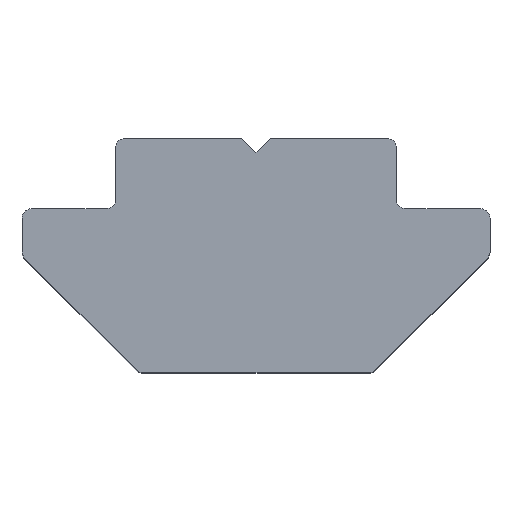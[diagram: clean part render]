
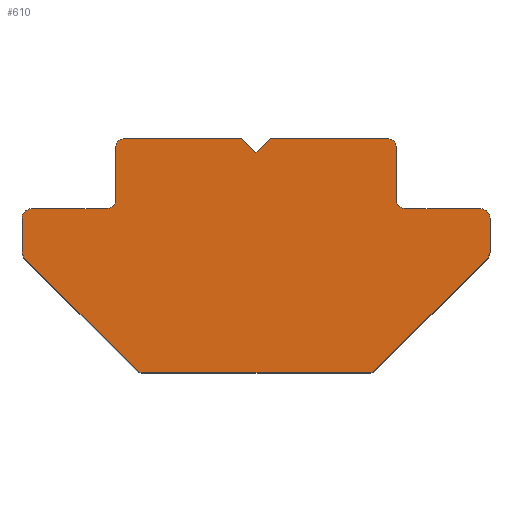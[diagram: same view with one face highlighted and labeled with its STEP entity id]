
A CAD part, top view. The second image highlights one B-rep face of the part: STEP entity #610.
In plain terms, the highlighted planar face has unit normal (0, 0, 1).
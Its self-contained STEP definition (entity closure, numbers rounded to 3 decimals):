
#33=PLANE('',#682);
#75=FACE_OUTER_BOUND('',#107,.T.);
#107=EDGE_LOOP('',(#534,#535,#536,#537,#538,#539,#540,#541,#542,#543,#544,
#545,#546,#547,#548,#549,#550,#551,#552,#553,#554,#555,#556));
#115=LINE('',#936,#171);
#117=LINE('',#940,#173);
#119=LINE('',#944,#175);
#121=LINE('',#948,#177);
#124=LINE('',#956,#180);
#128=LINE('',#968,#184);
#139=LINE('',#993,#195);
#143=LINE('',#1005,#199);
#147=LINE('',#1017,#203);
#151=LINE('',#1029,#207);
#155=LINE('',#1041,#211);
#159=LINE('',#1053,#215);
#163=LINE('',#1065,#219);
#171=VECTOR('',#718,10.);
#173=VECTOR('',#722,10.);
#175=VECTOR('',#726,10.);
#177=VECTOR('',#730,10.);
#180=VECTOR('',#735,10.);
#184=VECTOR('',#747,10.);
#195=VECTOR('',#774,10.);
#199=VECTOR('',#786,10.);
#203=VECTOR('',#798,10.);
#207=VECTOR('',#810,10.);
#211=VECTOR('',#822,10.);
#215=VECTOR('',#834,10.);
#219=VECTOR('',#846,10.);
#232=CIRCLE('',#636,0.2);
#235=CIRCLE('',#645,0.2);
#237=CIRCLE('',#649,0.2);
#239=CIRCLE('',#657,0.2);
#241=CIRCLE('',#661,0.2);
#243=CIRCLE('',#665,0.2);
#245=CIRCLE('',#669,0.2);
#247=CIRCLE('',#673,0.2);
#249=CIRCLE('',#677,0.2);
#251=CIRCLE('',#681,0.2);
#267=VERTEX_POINT('',#924);
#268=VERTEX_POINT('',#926);
#271=VERTEX_POINT('',#934);
#272=VERTEX_POINT('',#938);
#273=VERTEX_POINT('',#942);
#274=VERTEX_POINT('',#946);
#277=VERTEX_POINT('',#953);
#278=VERTEX_POINT('',#955);
#280=VERTEX_POINT('',#961);
#282=VERTEX_POINT('',#967);
#288=VERTEX_POINT('',#992);
#290=VERTEX_POINT('',#998);
#292=VERTEX_POINT('',#1004);
#294=VERTEX_POINT('',#1010);
#296=VERTEX_POINT('',#1016);
#298=VERTEX_POINT('',#1022);
#300=VERTEX_POINT('',#1028);
#302=VERTEX_POINT('',#1034);
#304=VERTEX_POINT('',#1040);
#306=VERTEX_POINT('',#1046);
#308=VERTEX_POINT('',#1052);
#310=VERTEX_POINT('',#1058);
#312=VERTEX_POINT('',#1064);
#329=EDGE_CURVE('',#268,#267,#232,.T.);
#334=EDGE_CURVE('',#267,#271,#115,.T.);
#336=EDGE_CURVE('',#271,#272,#117,.T.);
#338=EDGE_CURVE('',#272,#273,#119,.T.);
#340=EDGE_CURVE('',#273,#274,#121,.T.);
#343=EDGE_CURVE('',#278,#277,#124,.T.);
#346=EDGE_CURVE('',#280,#278,#235,.T.);
#349=EDGE_CURVE('',#282,#280,#128,.T.);
#353=EDGE_CURVE('',#274,#282,#237,.T.);
#362=EDGE_CURVE('',#288,#268,#139,.T.);
#365=EDGE_CURVE('',#290,#288,#239,.T.);
#368=EDGE_CURVE('',#292,#290,#143,.T.);
#371=EDGE_CURVE('',#294,#292,#241,.T.);
#374=EDGE_CURVE('',#296,#294,#147,.T.);
#377=EDGE_CURVE('',#298,#296,#243,.T.);
#380=EDGE_CURVE('',#300,#298,#151,.T.);
#383=EDGE_CURVE('',#302,#300,#245,.T.);
#386=EDGE_CURVE('',#304,#302,#155,.T.);
#389=EDGE_CURVE('',#306,#304,#247,.T.);
#392=EDGE_CURVE('',#308,#306,#159,.T.);
#395=EDGE_CURVE('',#310,#308,#249,.T.);
#398=EDGE_CURVE('',#312,#310,#163,.T.);
#401=EDGE_CURVE('',#277,#312,#251,.T.);
#534=ORIENTED_EDGE('',*,*,#401,.T.);
#535=ORIENTED_EDGE('',*,*,#398,.T.);
#536=ORIENTED_EDGE('',*,*,#395,.T.);
#537=ORIENTED_EDGE('',*,*,#392,.T.);
#538=ORIENTED_EDGE('',*,*,#389,.T.);
#539=ORIENTED_EDGE('',*,*,#386,.T.);
#540=ORIENTED_EDGE('',*,*,#383,.T.);
#541=ORIENTED_EDGE('',*,*,#380,.T.);
#542=ORIENTED_EDGE('',*,*,#377,.T.);
#543=ORIENTED_EDGE('',*,*,#374,.T.);
#544=ORIENTED_EDGE('',*,*,#371,.T.);
#545=ORIENTED_EDGE('',*,*,#368,.T.);
#546=ORIENTED_EDGE('',*,*,#365,.T.);
#547=ORIENTED_EDGE('',*,*,#362,.T.);
#548=ORIENTED_EDGE('',*,*,#329,.T.);
#549=ORIENTED_EDGE('',*,*,#334,.T.);
#550=ORIENTED_EDGE('',*,*,#336,.T.);
#551=ORIENTED_EDGE('',*,*,#338,.T.);
#552=ORIENTED_EDGE('',*,*,#340,.T.);
#553=ORIENTED_EDGE('',*,*,#353,.T.);
#554=ORIENTED_EDGE('',*,*,#349,.T.);
#555=ORIENTED_EDGE('',*,*,#346,.T.);
#556=ORIENTED_EDGE('',*,*,#343,.T.);
#610=ADVANCED_FACE('',(#75),#33,.T.);
#636=AXIS2_PLACEMENT_3D('',#927,#709,#710);
#645=AXIS2_PLACEMENT_3D('',#962,#741,#742);
#649=AXIS2_PLACEMENT_3D('',#974,#754,#755);
#657=AXIS2_PLACEMENT_3D('',#999,#780,#781);
#661=AXIS2_PLACEMENT_3D('',#1011,#792,#793);
#665=AXIS2_PLACEMENT_3D('',#1023,#804,#805);
#669=AXIS2_PLACEMENT_3D('',#1035,#816,#817);
#673=AXIS2_PLACEMENT_3D('',#1047,#828,#829);
#677=AXIS2_PLACEMENT_3D('',#1059,#840,#841);
#681=AXIS2_PLACEMENT_3D('',#1069,#852,#853);
#682=AXIS2_PLACEMENT_3D('',#1070,#854,#855);
#709=DIRECTION('center_axis',(0.,0.,1.));
#710=DIRECTION('ref_axis',(1.,0.,0.));
#718=DIRECTION('',(-1.,0.,0.));
#722=DIRECTION('',(-0.707,-0.707,0.));
#726=DIRECTION('',(-0.707,0.707,0.));
#730=DIRECTION('',(-1.,0.,0.));
#735=DIRECTION('',(-1.,0.,0.));
#741=DIRECTION('center_axis',(0.,0.,-1.));
#742=DIRECTION('ref_axis',(0.,-1.,0.));
#747=DIRECTION('',(0.,-1.,0.));
#754=DIRECTION('center_axis',(0.,0.,1.));
#755=DIRECTION('ref_axis',(0.,1.,0.));
#774=DIRECTION('',(0.,1.,0.));
#780=DIRECTION('center_axis',(0.,0.,-1.));
#781=DIRECTION('ref_axis',(-1.,0.,0.));
#786=DIRECTION('',(-1.,0.,0.));
#792=DIRECTION('center_axis',(0.,0.,1.));
#793=DIRECTION('ref_axis',(1.,0.,0.));
#798=DIRECTION('',(0.,1.,0.));
#804=DIRECTION('center_axis',(0.,0.,1.));
#805=DIRECTION('ref_axis',(0.707,-0.707,0.));
#810=DIRECTION('',(0.707,0.707,0.));
#816=DIRECTION('center_axis',(0.,0.,1.));
#817=DIRECTION('ref_axis',(0.,-1.,0.));
#822=DIRECTION('',(1.,0.,0.));
#828=DIRECTION('center_axis',(0.,0.,1.));
#829=DIRECTION('ref_axis',(-0.707,-0.707,0.));
#834=DIRECTION('',(0.707,-0.707,0.));
#840=DIRECTION('center_axis',(0.,0.,1.));
#841=DIRECTION('ref_axis',(-1.,0.,0.));
#846=DIRECTION('',(0.,-1.,0.));
#852=DIRECTION('center_axis',(0.,0.,1.));
#853=DIRECTION('ref_axis',(0.,1.,0.));
#854=DIRECTION('center_axis',(0.,0.,1.));
#855=DIRECTION('ref_axis',(1.,0.,0.));
#924=CARTESIAN_POINT('',(7.842,5.,10.));
#926=CARTESIAN_POINT('',(8.042,4.8,10.));
#927=CARTESIAN_POINT('Origin',(7.842,4.8,10.));
#934=CARTESIAN_POINT('',(5.342,5.,10.));
#936=CARTESIAN_POINT('',(7.842,5.,10.));
#938=CARTESIAN_POINT('',(5.042,4.7,10.));
#940=CARTESIAN_POINT('',(5.042,4.7,10.));
#942=CARTESIAN_POINT('',(4.742,5.,10.));
#944=CARTESIAN_POINT('',(5.042,4.7,10.));
#946=CARTESIAN_POINT('',(2.242,5.,10.));
#948=CARTESIAN_POINT('',(4.742,5.,10.));
#953=CARTESIAN_POINT('',(0.242,3.5,10.));
#955=CARTESIAN_POINT('',(1.842,3.5,10.));
#956=CARTESIAN_POINT('',(1.842,3.5,10.));
#961=CARTESIAN_POINT('',(2.042,3.7,10.));
#962=CARTESIAN_POINT('Origin',(1.842,3.7,10.));
#967=CARTESIAN_POINT('',(2.042,4.8,10.));
#968=CARTESIAN_POINT('',(2.042,4.8,10.));
#974=CARTESIAN_POINT('Origin',(2.242,4.8,10.));
#992=CARTESIAN_POINT('',(8.042,3.7,10.));
#993=CARTESIAN_POINT('',(8.042,3.7,10.));
#998=CARTESIAN_POINT('',(8.242,3.5,10.));
#999=CARTESIAN_POINT('Origin',(8.242,3.7,10.));
#1004=CARTESIAN_POINT('',(9.842,3.5,10.));
#1005=CARTESIAN_POINT('',(9.842,3.5,10.));
#1010=CARTESIAN_POINT('',(10.042,3.3,10.));
#1011=CARTESIAN_POINT('Origin',(9.842,3.3,10.));
#1016=CARTESIAN_POINT('',(10.042,2.583,10.));
#1017=CARTESIAN_POINT('',(10.042,2.583,10.));
#1022=CARTESIAN_POINT('',(9.984,2.441,10.));
#1023=CARTESIAN_POINT('Origin',(9.842,2.583,10.));
#1028=CARTESIAN_POINT('',(7.601,0.059,10.));
#1029=CARTESIAN_POINT('',(9.984,2.441,10.));
#1034=CARTESIAN_POINT('',(7.46,0.,10.));
#1035=CARTESIAN_POINT('Origin',(7.46,0.2,10.));
#1040=CARTESIAN_POINT('',(2.625,0.,10.));
#1041=CARTESIAN_POINT('',(2.625,0.,10.));
#1046=CARTESIAN_POINT('',(2.484,0.059,10.));
#1047=CARTESIAN_POINT('Origin',(2.625,0.2,10.));
#1052=CARTESIAN_POINT('',(0.101,2.441,10.));
#1053=CARTESIAN_POINT('',(0.101,2.441,10.));
#1058=CARTESIAN_POINT('',(0.042,2.583,10.));
#1059=CARTESIAN_POINT('Origin',(0.242,2.583,10.));
#1064=CARTESIAN_POINT('',(0.042,3.3,10.));
#1065=CARTESIAN_POINT('',(0.042,3.3,10.));
#1069=CARTESIAN_POINT('Origin',(0.242,3.3,10.));
#1070=CARTESIAN_POINT('Origin',(5.042,2.5,10.));
